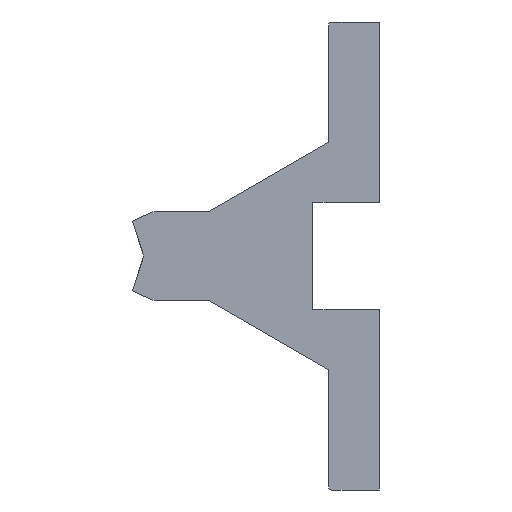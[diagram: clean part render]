
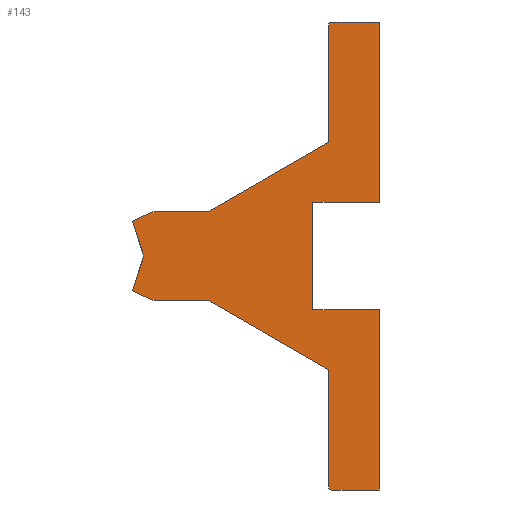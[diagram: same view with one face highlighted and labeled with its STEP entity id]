
A CAD part, left-side view. The second image highlights one B-rep face of the part: STEP entity #143.
In plain terms, the highlighted planar face has unit normal (-1, 0, 0).
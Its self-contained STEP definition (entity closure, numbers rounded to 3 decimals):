
#143 = ADVANCED_FACE( '', ( #313 ), #314, .F. );
#313 = FACE_OUTER_BOUND( '', #475, .T. );
#314 = PLANE( '', #476 );
#475 = EDGE_LOOP( '', ( #825, #826, #827, #828, #829, #830, #831, #832, #833, #834, #835, #836, #837, #838, #839, #840, #841, #842, #843 ) );
#476 = AXIS2_PLACEMENT_3D( '', #844, #845, #846 );
#825 = ORIENTED_EDGE( '', *, *, #970, .F. );
#826 = ORIENTED_EDGE( '', *, *, #911, .F. );
#827 = ORIENTED_EDGE( '', *, *, #992, .F. );
#828 = ORIENTED_EDGE( '', *, *, #983, .F. );
#829 = ORIENTED_EDGE( '', *, *, #915, .F. );
#830 = ORIENTED_EDGE( '', *, *, #941, .F. );
#831 = ORIENTED_EDGE( '', *, *, #986, .F. );
#832 = ORIENTED_EDGE( '', *, *, #954, .F. );
#833 = ORIENTED_EDGE( '', *, *, #998, .F. );
#834 = ORIENTED_EDGE( '', *, *, #947, .F. );
#835 = ORIENTED_EDGE( '', *, *, #926, .F. );
#836 = ORIENTED_EDGE( '', *, *, #994, .F. );
#837 = ORIENTED_EDGE( '', *, *, #950, .F. );
#838 = ORIENTED_EDGE( '', *, *, #880, .F. );
#839 = ORIENTED_EDGE( '', *, *, #868, .F. );
#840 = ORIENTED_EDGE( '', *, *, #988, .F. );
#841 = ORIENTED_EDGE( '', *, *, #975, .F. );
#842 = ORIENTED_EDGE( '', *, *, #981, .F. );
#843 = ORIENTED_EDGE( '', *, *, #963, .F. );
#844 = CARTESIAN_POINT( '', ( 0., 7.5, -36.5 ) );
#845 = DIRECTION( '', ( 1., 0., 0. ) );
#846 = DIRECTION( '', ( 0., 0., -1. ) );
#868 = EDGE_CURVE( '', #1023, #1024, #1025, .T. );
#880 = EDGE_CURVE( '', #1024, #1045, #1046, .T. );
#911 = EDGE_CURVE( '', #1099, #1100, #1101, .T. );
#915 = EDGE_CURVE( '', #1105, #1106, #1107, .T. );
#926 = EDGE_CURVE( '', #1122, #1123, #1124, .T. );
#941 = EDGE_CURVE( '', #1143, #1105, #1144, .T. );
#947 = EDGE_CURVE( '', #1123, #1151, #1152, .T. );
#950 = EDGE_CURVE( '', #1045, #1155, #1156, .T. );
#954 = EDGE_CURVE( '', #1159, #1161, #1162, .T. );
#963 = EDGE_CURVE( '', #1175, #1176, #1177, .T. );
#970 = EDGE_CURVE( '', #1100, #1175, #1184, .T. );
#975 = EDGE_CURVE( '', #1190, #1191, #1192, .T. );
#981 = EDGE_CURVE( '', #1176, #1190, #1200, .T. );
#983 = EDGE_CURVE( '', #1106, #1202, #1203, .T. );
#986 = EDGE_CURVE( '', #1161, #1143, #1206, .T. );
#988 = EDGE_CURVE( '', #1191, #1023, #1208, .T. );
#992 = EDGE_CURVE( '', #1202, #1099, #1212, .T. );
#994 = EDGE_CURVE( '', #1155, #1122, #1214, .T. );
#998 = EDGE_CURVE( '', #1151, #1159, #1218, .T. );
#1023 = VERTEX_POINT( '', #1245 );
#1024 = VERTEX_POINT( '', #1246 );
#1025 = LINE( '', #1247, #1248 );
#1045 = VERTEX_POINT( '', #1273 );
#1046 = LINE( '', #1274, #1275 );
#1099 = VERTEX_POINT( '', #1345 );
#1100 = VERTEX_POINT( '', #1346 );
#1101 = CIRCLE( '', #1347, 0.5 );
#1105 = VERTEX_POINT( '', #1353 );
#1106 = VERTEX_POINT( '', #1354 );
#1107 = LINE( '', #1355, #1356 );
#1122 = VERTEX_POINT( '', #1374 );
#1123 = VERTEX_POINT( '', #1375 );
#1124 = LINE( '', #1376, #1377 );
#1143 = VERTEX_POINT( '', #1402 );
#1144 = LINE( '', #1403, #1404 );
#1151 = VERTEX_POINT( '', #1415 );
#1152 = LINE( '', #1416, #1417 );
#1155 = VERTEX_POINT( '', #1421 );
#1156 = CIRCLE( '', #1422, 0.5 );
#1159 = VERTEX_POINT( '', #1426 );
#1161 = VERTEX_POINT( '', #1429 );
#1162 = LINE( '', #1430, #1431 );
#1175 = VERTEX_POINT( '', #1445 );
#1176 = VERTEX_POINT( '', #1446 );
#1177 = LINE( '', #1447, #1448 );
#1184 = LINE( '', #1457, #1458 );
#1190 = VERTEX_POINT( '', #1464 );
#1191 = VERTEX_POINT( '', #1465 );
#1192 = LINE( '', #1466, #1467 );
#1200 = LINE( '', #1477, #1478 );
#1202 = VERTEX_POINT( '', #1480 );
#1203 = LINE( '', #1481, #1482 );
#1206 = LINE( '', #1486, #1487 );
#1208 = LINE( '', #1489, #1490 );
#1212 = LINE( '', #1494, #1495 );
#1214 = LINE( '', #1497, #1498 );
#1218 = LINE( '', #1502, #1503 );
#1245 = CARTESIAN_POINT( '', ( 0., 0., -8.5 ) );
#1246 = CARTESIAN_POINT( '', ( 0., 0., -37. ) );
#1247 = CARTESIAN_POINT( '', ( 0., 0., -8.5 ) );
#1248 = VECTOR( '', #1529, 1000. );
#1273 = CARTESIAN_POINT( '', ( 0., 7.5, -37. ) );
#1274 = CARTESIAN_POINT( '', ( 0., 0., -37. ) );
#1275 = VECTOR( '', #1547, 1000. );
#1345 = CARTESIAN_POINT( '', ( 0., 8., 36.5 ) );
#1346 = CARTESIAN_POINT( '', ( 0., 7.5, 37. ) );
#1347 = AXIS2_PLACEMENT_3D( '', #1589, #1590, #1591 );
#1353 = CARTESIAN_POINT( '', ( 0., 35.789, 7. ) );
#1354 = CARTESIAN_POINT( '', ( 0., 27.053, 7. ) );
#1355 = CARTESIAN_POINT( '', ( 0., 35.789, 7. ) );
#1356 = VECTOR( '', #1594, 1000. );
#1374 = CARTESIAN_POINT( '', ( 0., 8., -18. ) );
#1375 = CARTESIAN_POINT( '', ( 0., 27.053, -7. ) );
#1376 = CARTESIAN_POINT( '', ( 0., 8., -18. ) );
#1377 = VECTOR( '', #1610, 1000. );
#1402 = CARTESIAN_POINT( '', ( 0., 39.006, 5.5 ) );
#1403 = CARTESIAN_POINT( '', ( 0., 39.006, 5.5 ) );
#1404 = VECTOR( '', #1629, 1000. );
#1415 = CARTESIAN_POINT( '', ( 0., 35.789, -7. ) );
#1416 = CARTESIAN_POINT( '', ( 0., 27.053, -7. ) );
#1417 = VECTOR( '', #1634, 1000. );
#1421 = CARTESIAN_POINT( '', ( 0., 8., -36.5 ) );
#1422 = AXIS2_PLACEMENT_3D( '', #1636, #1637, #1638 );
#1426 = CARTESIAN_POINT( '', ( 0., 39.006, -5.5 ) );
#1429 = CARTESIAN_POINT( '', ( 0., 37.272, 0. ) );
#1430 = CARTESIAN_POINT( '', ( 0., 39.006, -5.5 ) );
#1431 = VECTOR( '', #1641, 1000. );
#1445 = CARTESIAN_POINT( '', ( 0., 0., 37. ) );
#1446 = CARTESIAN_POINT( '', ( 0., 0., 8.5 ) );
#1447 = CARTESIAN_POINT( '', ( 0., 0., 37. ) );
#1448 = VECTOR( '', #1655, 1000. );
#1457 = CARTESIAN_POINT( '', ( 0., 7.5, 37. ) );
#1458 = VECTOR( '', #1664, 1000. );
#1464 = CARTESIAN_POINT( '', ( 0., 10.5, 8.5 ) );
#1465 = CARTESIAN_POINT( '', ( 0., 10.5, -8.5 ) );
#1466 = CARTESIAN_POINT( '', ( 0., 10.5, 8.5 ) );
#1467 = VECTOR( '', #1671, 1000. );
#1477 = CARTESIAN_POINT( '', ( 0., 0., 8.5 ) );
#1478 = VECTOR( '', #1680, 1000. );
#1480 = CARTESIAN_POINT( '', ( 0., 8., 18. ) );
#1481 = CARTESIAN_POINT( '', ( 0., 27.053, 7. ) );
#1482 = VECTOR( '', #1681, 1000. );
#1486 = CARTESIAN_POINT( '', ( 0., 37.272, 0. ) );
#1487 = VECTOR( '', #1683, 1000. );
#1489 = CARTESIAN_POINT( '', ( 0., 10.5, -8.5 ) );
#1490 = VECTOR( '', #1684, 1000. );
#1494 = CARTESIAN_POINT( '', ( 0., 8., 18. ) );
#1495 = VECTOR( '', #1688, 1000. );
#1497 = CARTESIAN_POINT( '', ( 0., 8., -36.5 ) );
#1498 = VECTOR( '', #1689, 1000. );
#1502 = CARTESIAN_POINT( '', ( 0., 35.789, -7. ) );
#1503 = VECTOR( '', #1690, 1000. );
#1529 = DIRECTION( '', ( 0., 0., -1. ) );
#1547 = DIRECTION( '', ( 0., 1., 0. ) );
#1589 = CARTESIAN_POINT( '', ( 0., 7.5, 36.5 ) );
#1590 = DIRECTION( '', ( 1., 0., 0. ) );
#1591 = DIRECTION( '', ( 0., 0., -1. ) );
#1594 = DIRECTION( '', ( 0., -1., 0. ) );
#1610 = DIRECTION( '', ( 0., 0.866, 0.5 ) );
#1629 = DIRECTION( '', ( 0., -0.906, 0.423 ) );
#1634 = DIRECTION( '', ( 0., 1., 0. ) );
#1636 = CARTESIAN_POINT( '', ( 0., 7.5, -36.5 ) );
#1637 = DIRECTION( '', ( 1., 0., 0. ) );
#1638 = DIRECTION( '', ( 0., 0., -1. ) );
#1641 = DIRECTION( '', ( 0., -0.301, 0.954 ) );
#1655 = DIRECTION( '', ( 0., 0., -1. ) );
#1664 = DIRECTION( '', ( 0., -1., 0. ) );
#1671 = DIRECTION( '', ( 0., 0., -1. ) );
#1680 = DIRECTION( '', ( 0., 1., 0. ) );
#1681 = DIRECTION( '', ( 0., -0.866, 0.5 ) );
#1683 = DIRECTION( '', ( 0., 0.301, 0.954 ) );
#1684 = DIRECTION( '', ( 0., -1., 0. ) );
#1688 = DIRECTION( '', ( 0., 0., 1. ) );
#1689 = DIRECTION( '', ( 0., 0., 1. ) );
#1690 = DIRECTION( '', ( 0., 0.906, 0.423 ) );
